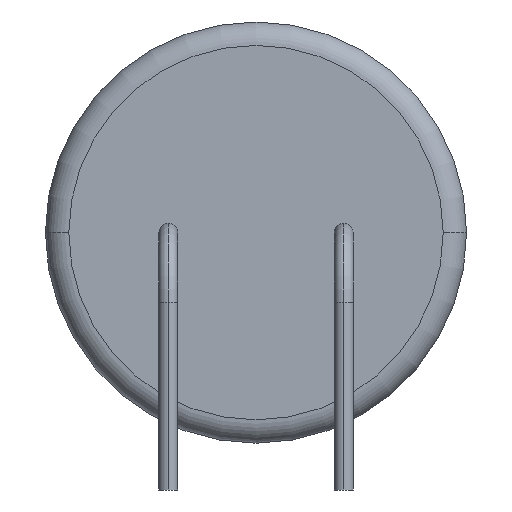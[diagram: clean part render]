
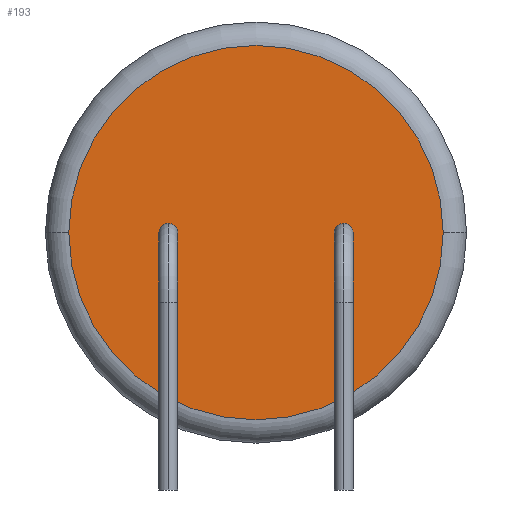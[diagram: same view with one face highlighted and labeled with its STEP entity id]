
A CAD part, left-side view. The second image highlights one B-rep face of the part: STEP entity #193.
In plain terms, the highlighted planar face has unit normal (-1, 0, 0).
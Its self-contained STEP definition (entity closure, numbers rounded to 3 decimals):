
#85=AXIS2_PLACEMENT_3D('Circle Axis2P3D',#83,#84,$) ;
#157=AXIS2_PLACEMENT_3D('Circle Axis2P3D',#155,#156,$) ;
#187=AXIS2_PLACEMENT_3D('Plane Axis2P3D',#184,#185,#186) ;
#80=CARTESIAN_POINT('Vertex',(0.,8.,11.)) ;
#83=CARTESIAN_POINT('Axis2P3D Location',(0.,0.,11.)) ;
#87=CARTESIAN_POINT('Vertex',(0.,-8.,11.)) ;
#155=CARTESIAN_POINT('Axis2P3D Location',(0.,0.,11.)) ;
#184=CARTESIAN_POINT('Axis2P3D Location',(0.,0.,0.)) ;
#84=DIRECTION('Axis2P3D Direction',(1.,-0.,0.)) ;
#156=DIRECTION('Axis2P3D Direction',(1.,0.,-0.)) ;
#185=DIRECTION('Axis2P3D Direction',(1.,0.,0.)) ;
#186=DIRECTION('Axis2P3D XDirection',(0.,1.,0.)) ;
#190=ORIENTED_EDGE('',*,*,#159,.F.) ;
#191=ORIENTED_EDGE('',*,*,#89,.F.) ;
#193=ADVANCED_FACE('PartBody',(#192),#188,.F.) ;
#86=CIRCLE('generated circle',#85,8.) ;
#158=CIRCLE('generated circle',#157,8.) ;
#89=EDGE_CURVE('',#81,#88,#86,.T.) ;
#159=EDGE_CURVE('',#88,#81,#158,.T.) ;
#189=EDGE_LOOP('',(#190,#191)) ;
#192=FACE_OUTER_BOUND('',#189,.T.) ;
#188=PLANE('',#187) ;
#81=VERTEX_POINT('',#80) ;
#88=VERTEX_POINT('',#87) ;
